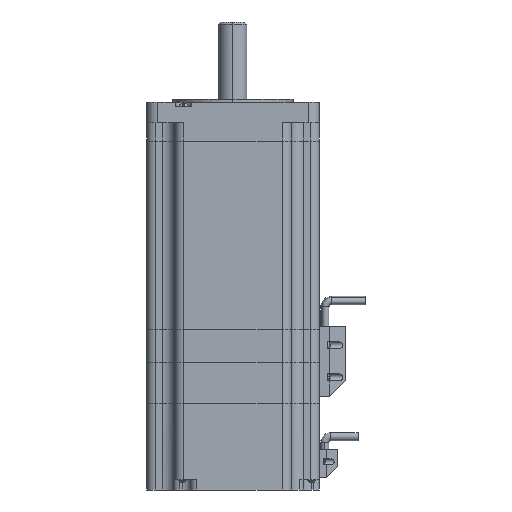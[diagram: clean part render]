
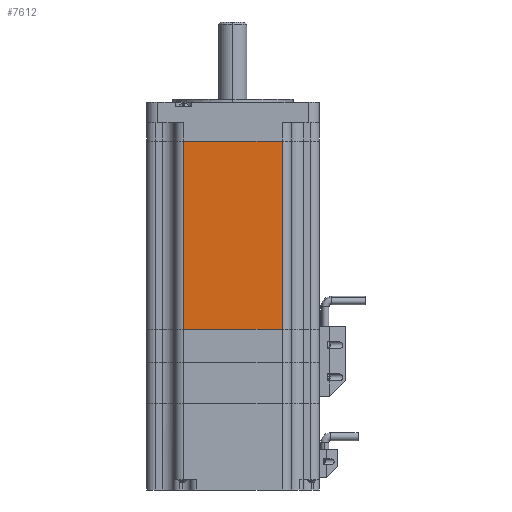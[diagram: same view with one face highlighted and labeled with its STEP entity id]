
A CAD part, left-side view. The second image highlights one B-rep face of the part: STEP entity #7612.
In plain terms, the highlighted planar face has unit normal (1, 0, 0).
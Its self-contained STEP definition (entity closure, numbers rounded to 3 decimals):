
#145=PLANE('',#8044);
#357=VECTOR('',#8957,1.);
#358=VECTOR('',#8961,1.);
#359=VECTOR('',#8962,1.);
#360=VECTOR('',#8963,1.);
#1066=LINE('',#11225,#357);
#1067=LINE('',#11229,#358);
#1068=LINE('',#11231,#359);
#1069=LINE('',#11233,#360);
#1776=VERTEX_POINT('',#11224);
#1777=VERTEX_POINT('',#11226);
#1778=VERTEX_POINT('',#11230);
#1779=VERTEX_POINT('',#11232);
#3139=EDGE_CURVE('',#1777,#1776,#1066,.T.);
#3141=EDGE_CURVE('',#1778,#1776,#1067,.T.);
#3142=EDGE_CURVE('',#1779,#1778,#1068,.T.);
#3143=EDGE_CURVE('',#1779,#1777,#1069,.T.);
#4427=ORIENTED_EDGE('',*,*,#3139,.T.);
#4428=ORIENTED_EDGE('',*,*,#3141,.F.);
#4429=ORIENTED_EDGE('',*,*,#3142,.F.);
#4430=ORIENTED_EDGE('',*,*,#3143,.T.);
#6706=EDGE_LOOP('',(#4427,#4428,#4429,#4430));
#7159=FACE_BOUND('',#6706,.T.);
#7612=ADVANCED_FACE('',(#7159),#145,.T.);
#8044=AXIS2_PLACEMENT_3D('',#11228,#8960,$);
#8957=DIRECTION('',(0.,0.,-1.));
#8960=DIRECTION('',(1.,0.,0.));
#8961=DIRECTION('',(0.,-1.,0.));
#8962=DIRECTION('',(0.,0.,-1.));
#8963=DIRECTION('',(0.,-1.,0.));
#11224=CARTESIAN_POINT('',(-45.998,-27.781,-46.75));
#11225=CARTESIAN_POINT('',(-45.998,-27.781,55.95));
#11226=CARTESIAN_POINT('',(-45.998,-27.781,46.75));
#11228=CARTESIAN_POINT('',(-45.998,39.619,65.95));
#11229=CARTESIAN_POINT('',(-45.998,18.169,-46.75));
#11230=CARTESIAN_POINT('',(-45.998,21.219,-46.75));
#11231=CARTESIAN_POINT('',(-45.998,21.219,55.95));
#11232=CARTESIAN_POINT('',(-45.998,21.219,46.75));
#11233=CARTESIAN_POINT('',(-45.998,21.219,46.75));
